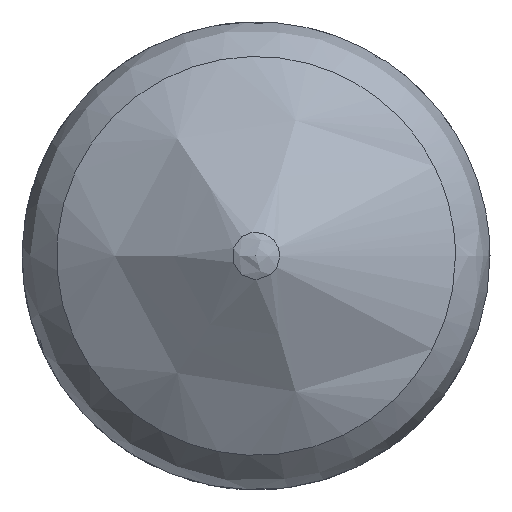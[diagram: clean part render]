
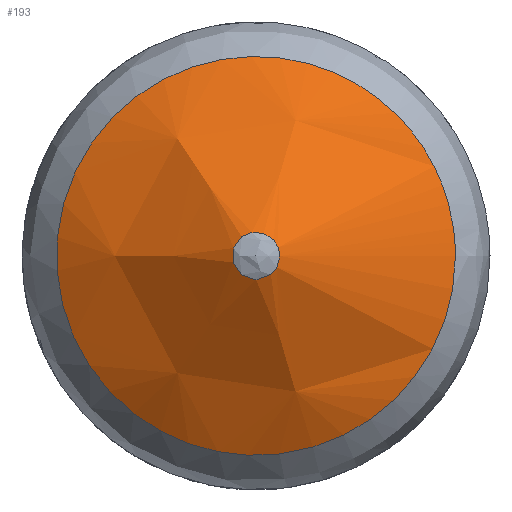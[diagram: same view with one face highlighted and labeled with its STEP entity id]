
A CAD part, left-side view. The second image highlights one B-rep face of the part: STEP entity #193.
In plain terms, the highlighted free-form (B-spline) face has degree [5, 3] with [6, 4] control points.
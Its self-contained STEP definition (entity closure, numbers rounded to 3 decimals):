
#99 = CARTESIAN_POINT ('', (0.139, -0.509, 0.));
#100 = VERTEX_POINT ('', #99);
#109 = CARTESIAN_POINT ('', (0.139, -0.509, 0.));
#110 = CARTESIAN_POINT ('', (0.139, -0.509, -2.037));
#111 = CARTESIAN_POINT ('', (0.139, 1.527, -1.018));
#112 = CARTESIAN_POINT ('', (0.139, 1.527, 1.018));
#113 = CARTESIAN_POINT ('', (0.139, -0.509, 2.037));
#114 = CARTESIAN_POINT ('', (0.139, -0.509, 0.));
#115 = (
   BOUNDED_CURVE ()
   B_SPLINE_CURVE (5, (#109, #110, #111, #112, #113, #114), .UNSPECIFIED., .T., .U.)
   B_SPLINE_CURVE_WITH_KNOTS ((6, 6), (0., 1.), .UNSPECIFIED.)
   CURVE ()
   GEOMETRIC_REPRESENTATION_ITEM ()
   RATIONAL_B_SPLINE_CURVE ((5., 1., 1., 1., 1., 5.))
   REPRESENTATION_ITEM ('')
);
#116 = EDGE_CURVE ('', #100, #100, #115, .T.);
#146 = CARTESIAN_POINT ('', (2.295, -4.261, 0.));
#147 = VERTEX_POINT ('', #146);
#148 = CARTESIAN_POINT ('', (0.139, -0.509, 0.));
#149 = CARTESIAN_POINT ('', (0.844, -1.768, 0.));
#150 = CARTESIAN_POINT ('', (1.563, -3.018, 0.));
#151 = CARTESIAN_POINT ('', (2.295, -4.261, 0.));
#152 = B_SPLINE_CURVE_WITH_KNOTS ('', 3, (#148, #149, #150, #151), .UNSPECIFIED., .F., .U., (4, 4), (0., 1.), .UNSPECIFIED.);
#153 = EDGE_CURVE ('', #100, #147, #152, .T.);
#154 = ORIENTED_EDGE ('', *, *, #153, .F.);
#155 = ORIENTED_EDGE ('', *, *, #116, .T.);
#156 = ORIENTED_EDGE ('', *, *, #153, .T.);
#157 = CARTESIAN_POINT ('', (2.295, -4.261, 0.));
#158 = CARTESIAN_POINT ('', (2.295, -4.261, -17.045));
#159 = CARTESIAN_POINT ('', (2.295, 12.784, -8.522));
#160 = CARTESIAN_POINT ('', (2.295, 12.784, 8.522));
#161 = CARTESIAN_POINT ('', (2.295, -4.261, 17.045));
#162 = CARTESIAN_POINT ('', (2.295, -4.261, 0.));
#163 = (
   BOUNDED_CURVE ()
   B_SPLINE_CURVE (5, (#157, #158, #159, #160, #161, #162), .UNSPECIFIED., .T., .U.)
   B_SPLINE_CURVE_WITH_KNOTS ((6, 6), (0., 1.), .UNSPECIFIED.)
   CURVE ()
   GEOMETRIC_REPRESENTATION_ITEM ()
   RATIONAL_B_SPLINE_CURVE ((5., 1., 1., 1., 1., 5.))
   REPRESENTATION_ITEM ('')
);
#164 = EDGE_CURVE ('', #147, #147, #163, .T.);
#165 = ORIENTED_EDGE ('', *, *, #164, .F.);
#166 = EDGE_LOOP ('', (#154, #155, #156, #165));
#167 = FACE_OUTER_BOUND ('', #166, .T.);
#168 = CARTESIAN_POINT ('', (0.139, -0.509, 0.));
#169 = CARTESIAN_POINT ('', (0.844, -1.768, 0.));
#170 = CARTESIAN_POINT ('', (1.563, -3.018, 0.));
#171 = CARTESIAN_POINT ('', (2.295, -4.261, 0.));
#172 = CARTESIAN_POINT ('', (0.139, -0.509, -2.037));
#173 = CARTESIAN_POINT ('', (0.844, -1.768, -7.07));
#174 = CARTESIAN_POINT ('', (1.563, -3.018, -12.073));
#175 = CARTESIAN_POINT ('', (2.295, -4.261, -17.045));
#176 = CARTESIAN_POINT ('', (0.139, 1.527, -1.018));
#177 = CARTESIAN_POINT ('', (0.844, 5.303, -3.535));
#178 = CARTESIAN_POINT ('', (1.563, 9.055, -6.037));
#179 = CARTESIAN_POINT ('', (2.295, 12.784, -8.522));
#180 = CARTESIAN_POINT ('', (0.139, 1.527, 1.018));
#181 = CARTESIAN_POINT ('', (0.844, 5.303, 3.535));
#182 = CARTESIAN_POINT ('', (1.563, 9.055, 6.037));
#183 = CARTESIAN_POINT ('', (2.295, 12.784, 8.522));
#184 = CARTESIAN_POINT ('', (0.139, -0.509, 2.037));
#185 = CARTESIAN_POINT ('', (0.844, -1.768, 7.07));
#186 = CARTESIAN_POINT ('', (1.563, -3.018, 12.073));
#187 = CARTESIAN_POINT ('', (2.295, -4.261, 17.045));
#188 = CARTESIAN_POINT ('', (0.139, -0.509, 0.));
#189 = CARTESIAN_POINT ('', (0.844, -1.768, 0.));
#190 = CARTESIAN_POINT ('', (1.563, -3.018, 0.));
#191 = CARTESIAN_POINT ('', (2.295, -4.261, 0.));
#192 = (
   BOUNDED_SURFACE ()
   B_SPLINE_SURFACE (5, 3, ((#168, #169, #170, #171), (#172, #173, #174, #175), (#176, #177, #178, #179), (#180, #181, #182, #183), (#184, #185, #186, #187), (#188, #189, #190, #191)), .UNSPECIFIED., .T., .F., .U.)
   B_SPLINE_SURFACE_WITH_KNOTS ((6, 6), (4, 4), (0., 1.), (0., 1.), .UNSPECIFIED.)
   SURFACE ()
   GEOMETRIC_REPRESENTATION_ITEM ()
   RATIONAL_B_SPLINE_SURFACE (((5., 5., 5., 5.), (1., 1., 1., 1.), (1., 1., 1., 1.), (1., 1., 1., 1.), (1., 1., 1., 1.), (5., 5., 5., 5.)))
   REPRESENTATION_ITEM ('')
);
#193 = ADVANCED_FACE ('', (#167), #192, .T.);
